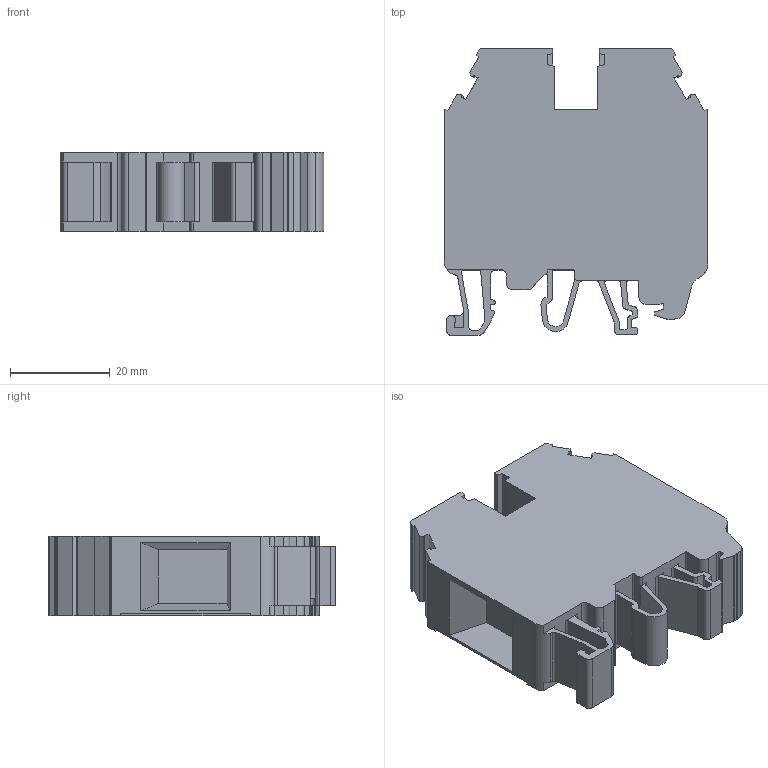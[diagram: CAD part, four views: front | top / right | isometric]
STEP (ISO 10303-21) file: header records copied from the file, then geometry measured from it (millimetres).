
FILE_DESCRIPTION (( 'STEP AP214' ), '1' );
FILE_NAME ('304253_AVK 35 RD_Yellow.STP', '2013-11-11T12:38:39', ( 'arge' ), ( 'Microsoft' ), 'SwSTEP 2.0', 'SolidWorks 2013', '' );
FILE_SCHEMA (( 'AUTOMOTIVE_DESIGN' ));
Length unit declared in the file: millimetre
Products named in the file (1): 304253_AVK 35 RD_Yellow
Bounding box: 52.8 x 57.38 x 16 mm (x, y, z)
Volume: 32737 mm3; surface area: 12935.7 mm2
Topology: 1 solids, 17 shells, 380 faces, 1029 edges, 684 vertices
Faces by surface type: plane 220, cylinder 134, cone 26
Entity records: 12046 total; most frequent: CARTESIAN_POINT 2142, DIRECTION 2100, ORIENTED_EDGE 2058, EDGE_CURVE 1029, VECTOR 700, AXIS2_PLACEMENT_3D 700, LINE 700, VERTEX_POINT 684
